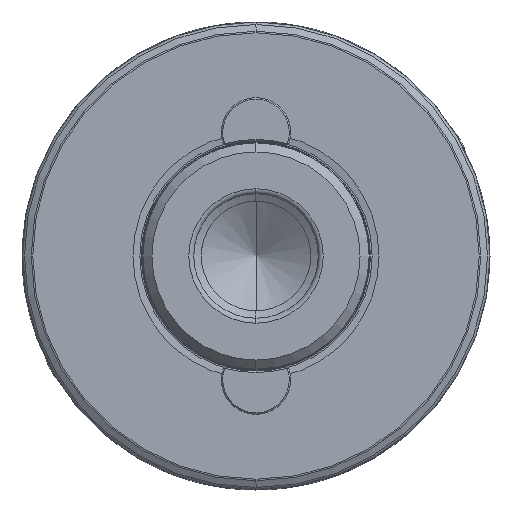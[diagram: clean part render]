
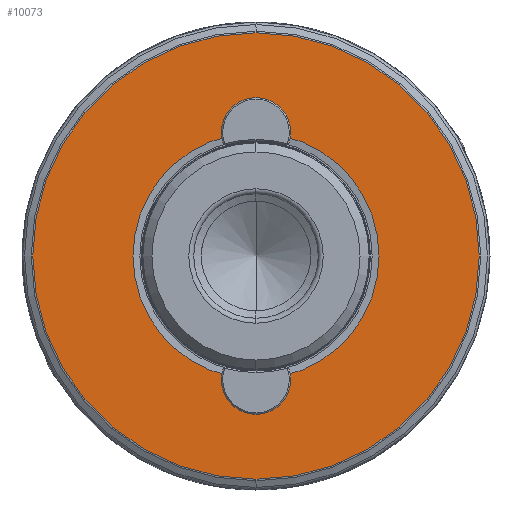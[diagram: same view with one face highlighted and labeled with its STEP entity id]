
A CAD part, left-side view. The second image highlights one B-rep face of the part: STEP entity #10073.
In plain terms, the highlighted planar face has unit normal (-1, 0, 0).
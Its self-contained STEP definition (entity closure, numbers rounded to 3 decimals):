
#278 = CARTESIAN_POINT ( 'NONE',  ( 0., 0., -44.839 ) ) ;
#299 = CARTESIAN_POINT ( 'NONE',  ( 0., 0., -24.715 ) ) ;
#329 = DIRECTION ( 'NONE',  ( 0., 0., -1. ) ) ;
#364 = DIRECTION ( 'NONE',  ( 1., 0., 0. ) ) ;
#490 = CARTESIAN_POINT ( 'NONE',  ( 0., 0., 0. ) ) ;
#744 = VERTEX_POINT ( 'NONE', #3098 ) ;
#1184 = VERTEX_POINT ( 'NONE', #10584 ) ;
#1294 = DIRECTION ( 'NONE',  ( 0., 0., 1. ) ) ;
#1537 = PLANE ( 'NONE',  #3789 ) ;
#1542 = EDGE_CURVE ( 'NONE', #5136, #4170, #9905, .T. ) ;
#1874 = DIRECTION ( 'NONE',  ( 0., 0., -1. ) ) ;
#1879 = DIRECTION ( 'NONE',  ( 1., 0., 0. ) ) ;
#1890 = CARTESIAN_POINT ( 'NONE',  ( 0., 0., 28. ) ) ;
#1966 = EDGE_LOOP ( 'NONE', ( #10669, #6098, #2108, #5406, #8427, #2342 ) ) ;
#2049 = CIRCLE ( 'NONE', #3802, 24.715 ) ;
#2108 = ORIENTED_EDGE ( 'NONE', *, *, #5547, .T. ) ;
#2342 = ORIENTED_EDGE ( 'NONE', *, *, #1542, .F. ) ;
#2387 = CIRCLE ( 'NONE', #4636, 3.5 ) ;
#2575 = AXIS2_PLACEMENT_3D ( 'NONE', #490, #6379, #1294 ) ;
#2849 = ORIENTED_EDGE ( 'NONE', *, *, #9304, .T. ) ;
#2855 = CARTESIAN_POINT ( 'NONE',  ( 0., 0., -31.5 ) ) ;
#3098 = CARTESIAN_POINT ( 'NONE',  ( 0., 0., 31.5 ) ) ;
#3173 = CIRCLE ( 'NONE', #5416, 3.5 ) ;
#3291 = FACE_OUTER_BOUND ( 'NONE', #7562, .T. ) ;
#3463 = DIRECTION ( 'NONE',  ( 0., 0., -1. ) ) ;
#3489 = DIRECTION ( 'NONE',  ( 1., 0., 0. ) ) ;
#3504 = CARTESIAN_POINT ( 'NONE',  ( 0., 0., 28. ) ) ;
#3524 = DIRECTION ( 'NONE',  ( 0., 0., 1. ) ) ;
#3554 = DIRECTION ( 'NONE',  ( -1., 0., 0. ) ) ;
#3585 = CARTESIAN_POINT ( 'NONE',  ( 0., 0., -28. ) ) ;
#3627 = ORIENTED_EDGE ( 'NONE', *, *, #10751, .T. ) ;
#3647 = AXIS2_PLACEMENT_3D ( 'NONE', #3585, #3554, #3524 ) ;
#3789 = AXIS2_PLACEMENT_3D ( 'NONE', #299, #364, #329 ) ;
#3802 = AXIS2_PLACEMENT_3D ( 'NONE', #7836, #7677, #5320 ) ;
#3809 = VERTEX_POINT ( 'NONE', #10291 ) ;
#3839 = CARTESIAN_POINT ( 'NONE',  ( 0., -1.135, -24.689 ) ) ;
#3991 = EDGE_CURVE ( 'NONE', #8573, #3809, #7242, .T. ) ;
#4170 = VERTEX_POINT ( 'NONE', #2855 ) ;
#4193 = CARTESIAN_POINT ( 'NONE',  ( 0., 1.135, -24.689 ) ) ;
#4345 = CARTESIAN_POINT ( 'NONE',  ( 0., 0., 0. ) ) ;
#4402 = CIRCLE ( 'NONE', #2575, 44.839 ) ;
#4636 = AXIS2_PLACEMENT_3D ( 'NONE', #1890, #1879, #1874 ) ;
#4735 = DIRECTION ( 'NONE',  ( 0., 0., 1. ) ) ;
#4748 = DIRECTION ( 'NONE',  ( -1., 0., 0. ) ) ;
#4767 = CARTESIAN_POINT ( 'NONE',  ( 0., 0., -28. ) ) ;
#5136 = VERTEX_POINT ( 'NONE', #4193 ) ;
#5163 = CARTESIAN_POINT ( 'NONE',  ( 0., 0., 44.839 ) ) ;
#5273 = EDGE_CURVE ( 'NONE', #1184, #744, #3173, .T. ) ;
#5320 = DIRECTION ( 'NONE',  ( 0., 0., 1. ) ) ;
#5400 = AXIS2_PLACEMENT_3D ( 'NONE', #6881, #6732, #6749 ) ;
#5406 = ORIENTED_EDGE ( 'NONE', *, *, #3991, .F. ) ;
#5416 = AXIS2_PLACEMENT_3D ( 'NONE', #3504, #3489, #3463 ) ;
#5547 = EDGE_CURVE ( 'NONE', #744, #3809, #2387, .T. ) ;
#5870 = VERTEX_POINT ( 'NONE', #278 ) ;
#6082 = AXIS2_PLACEMENT_3D ( 'NONE', #4767, #4748, #4735 ) ;
#6098 = ORIENTED_EDGE ( 'NONE', *, *, #5273, .T. ) ;
#6379 = DIRECTION ( 'NONE',  ( -1., 0., 0. ) ) ;
#6732 = DIRECTION ( 'NONE',  ( -1., 0., 0. ) ) ;
#6749 = DIRECTION ( 'NONE',  ( 0., 0., 1. ) ) ;
#6881 = CARTESIAN_POINT ( 'NONE',  ( 0., 0., 0. ) ) ;
#7242 = CIRCLE ( 'NONE', #5400, 24.715 ) ;
#7562 = EDGE_LOOP ( 'NONE', ( #2849, #3627 ) ) ;
#7677 = DIRECTION ( 'NONE',  ( -1., 0., 0. ) ) ;
#7725 = FACE_BOUND ( 'NONE', #1966, .T. ) ;
#7732 = CIRCLE ( 'NONE', #9838, 44.839 ) ;
#7836 = CARTESIAN_POINT ( 'NONE',  ( 0., 0., 0. ) ) ;
#7888 = EDGE_CURVE ( 'NONE', #4170, #8573, #9190, .T. ) ;
#8289 = EDGE_CURVE ( 'NONE', #1184, #5136, #2049, .T. ) ;
#8427 = ORIENTED_EDGE ( 'NONE', *, *, #7888, .F. ) ;
#8489 = VERTEX_POINT ( 'NONE', #5163 ) ;
#8573 = VERTEX_POINT ( 'NONE', #3839 ) ;
#9190 = CIRCLE ( 'NONE', #3647, 3.5 ) ;
#9304 = EDGE_CURVE ( 'NONE', #8489, #5870, #7732, .T. ) ;
#9838 = AXIS2_PLACEMENT_3D ( 'NONE', #4345, #10560, #10258 ) ;
#9905 = CIRCLE ( 'NONE', #6082, 3.5 ) ;
#10073 = ADVANCED_FACE ( 'NONE', ( #7725, #3291 ), #1537, .F. ) ;
#10258 = DIRECTION ( 'NONE',  ( 0., 0., 1. ) ) ;
#10291 = CARTESIAN_POINT ( 'NONE',  ( 0., -1.135, 24.689 ) ) ;
#10560 = DIRECTION ( 'NONE',  ( -1., 0., 0. ) ) ;
#10584 = CARTESIAN_POINT ( 'NONE',  ( 0., 1.135, 24.689 ) ) ;
#10669 = ORIENTED_EDGE ( 'NONE', *, *, #8289, .F. ) ;
#10751 = EDGE_CURVE ( 'NONE', #5870, #8489, #4402, .T. ) ;
